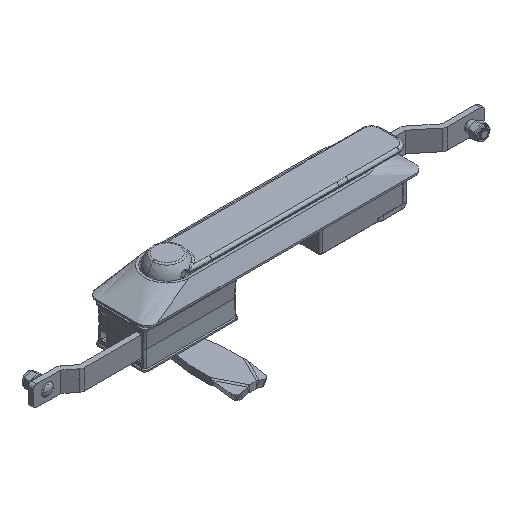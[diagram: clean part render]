
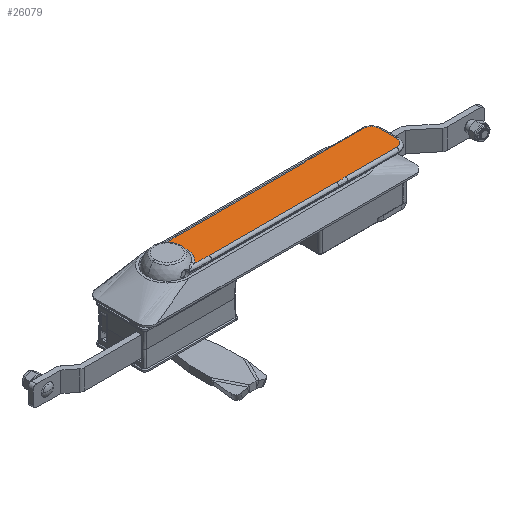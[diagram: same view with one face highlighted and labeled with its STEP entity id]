
A CAD part, isometric view. The second image highlights one B-rep face of the part: STEP entity #26079.
In plain terms, the highlighted planar face has unit normal (0, 0, 1).
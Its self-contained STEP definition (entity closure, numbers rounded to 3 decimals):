
#309 = DIRECTION ( 'NONE',  ( -1., 0., 0. ) ) ;
#566 = CARTESIAN_POINT ( 'NONE',  ( 76.923, -4.959, 12.024 ) ) ;
#700 = ORIENTED_EDGE ( 'NONE', *, *, #27142, .T. ) ;
#896 = VERTEX_POINT ( 'NONE', #12491 ) ;
#1314 = CARTESIAN_POINT ( 'NONE',  ( 37.512, -9.574, 12.024 ) ) ;
#1458 = CARTESIAN_POINT ( 'NONE',  ( 38.179, -9.722, 12.024 ) ) ;
#1788 = ORIENTED_EDGE ( 'NONE', *, *, #6949, .T. ) ;
#1867 = CARTESIAN_POINT ( 'NONE',  ( 42.458, -9.574, 12.024 ) ) ;
#1981 = CARTESIAN_POINT ( 'NONE',  ( -36.624, -9.513, 12.024 ) ) ;
#2260 = EDGE_CURVE ( 'NONE', #14436, #12652, #14791, .T. ) ;
#2474 = ORIENTED_EDGE ( 'NONE', *, *, #6297, .T. ) ;
#2806 = ORIENTED_EDGE ( 'NONE', *, *, #15431, .T. ) ;
#2934 = CIRCLE ( 'NONE', #15806, 11.36 ) ;
#3187 = CARTESIAN_POINT ( 'NONE',  ( 37.512, 9.574, 12.024 ) ) ;
#3570 = VERTEX_POINT ( 'NONE', #11422 ) ;
#3615 = ORIENTED_EDGE ( 'NONE', *, *, #17326, .T. ) ;
#3811 = CARTESIAN_POINT ( 'NONE',  ( 42.676, -9.513, 12.024 ) ) ;
#4139 = EDGE_CURVE ( 'NONE', #896, #12652, #15528, .T. ) ;
#4241 = DIRECTION ( 'NONE',  ( -1., 0., 0. ) ) ;
#4398 = CARTESIAN_POINT ( 'NONE',  ( 34.216, 0., 12.024 ) ) ;
#4521 = DIRECTION ( 'NONE',  ( 1., 0., 0. ) ) ;
#4576 = DIRECTION ( 'NONE',  ( 0., 1., 0. ) ) ;
#4655 = CARTESIAN_POINT ( 'NONE',  ( 34.216, -9.513, 12.024 ) ) ;
#4665 = DIRECTION ( 'NONE',  ( -1., 0., 0. ) ) ;
#4797 = CARTESIAN_POINT ( 'NONE',  ( -36.624, 9.513, 12.024 ) ) ;
#5699 = CARTESIAN_POINT ( 'NONE',  ( 39.528, 9.886, 12.024 ) ) ;
#5866 = CARTESIAN_POINT ( 'NONE',  ( 42.676, -9.513, 12.024 ) ) ;
#5888 = CARTESIAN_POINT ( 'NONE',  ( 41.791, -9.722, 12.024 ) ) ;
#6141 = VERTEX_POINT ( 'NONE', #566 ) ;
#6227 = VECTOR ( 'NONE', #4241, 1000. ) ;
#6297 = EDGE_CURVE ( 'NONE', #896, #16173, #7639, .T. ) ;
#6615 = CARTESIAN_POINT ( 'NONE',  ( -36.624, -149.336, 12.024 ) ) ;
#6784 = CARTESIAN_POINT ( 'NONE',  ( 72.369, -9.513, 12.024 ) ) ;
#6890 = EDGE_CURVE ( 'NONE', #20093, #24606, #23840, .T. ) ;
#6949 = EDGE_CURVE ( 'NONE', #13881, #14436, #13899, .T. ) ;
#7109 = VERTEX_POINT ( 'NONE', #23092 ) ;
#7225 = AXIS2_PLACEMENT_3D ( 'NONE', #7402, #16835, #22824 ) ;
#7402 = CARTESIAN_POINT ( 'NONE',  ( 72.369, 4.959, 12.024 ) ) ;
#7639 = LINE ( 'NONE', #16107, #8105 ) ;
#7772 = CARTESIAN_POINT ( 'NONE',  ( 38.179, 9.722, 12.024 ) ) ;
#7834 = CARTESIAN_POINT ( 'NONE',  ( 42.235, -9.629, 12.024 ) ) ;
#7911 = CARTESIAN_POINT ( 'NONE',  ( 37.735, 9.629, 12.024 ) ) ;
#7972 = CARTESIAN_POINT ( 'NONE',  ( 38.402, -9.761, 12.024 ) ) ;
#8043 = CARTESIAN_POINT ( 'NONE',  ( 39.075, 9.855, 12.024 ) ) ;
#8105 = VECTOR ( 'NONE', #24603, 1000. ) ;
#8106 = CARTESIAN_POINT ( 'NONE',  ( 39.075, -9.855, 12.024 ) ) ;
#8569 = DIRECTION ( 'NONE',  ( 0., 0., 1. ) ) ;
#9023 = CARTESIAN_POINT ( 'NONE',  ( 76.923, 0., 12.024 ) ) ;
#9815 = DIRECTION ( 'NONE',  ( 0., 0., 1. ) ) ;
#10000 = CARTESIAN_POINT ( 'NONE',  ( 41.567, 9.761, 12.024 ) ) ;
#10709 = EDGE_CURVE ( 'NONE', #24606, #6141, #13974, .T. ) ;
#11155 = ORIENTED_EDGE ( 'NONE', *, *, #13776, .T. ) ;
#11422 = CARTESIAN_POINT ( 'NONE',  ( -44.968, -9.294, 12.024 ) ) ;
#11576 = DIRECTION ( 'NONE',  ( 0., 0., -1. ) ) ;
#11905 = EDGE_LOOP ( 'NONE', ( #18596, #2474, #3615, #16401, #20823, #700, #11155, #13410, #20341, #2806, #1788, #20674 ) ) ;
#12083 = CARTESIAN_POINT ( 'NONE',  ( 40.442, 9.886, 12.024 ) ) ;
#12105 = CARTESIAN_POINT ( 'NONE',  ( 72.369, 9.513, 12.024 ) ) ;
#12491 = CARTESIAN_POINT ( 'NONE',  ( 37.294, 9.513, 12.024 ) ) ;
#12652 = VERTEX_POINT ( 'NONE', #17010 ) ;
#12734 = LINE ( 'NONE', #4655, #27043 ) ;
#12817 = DIRECTION ( 'NONE',  ( 0., 0., 1. ) ) ;
#13187 = B_SPLINE_CURVE_WITH_KNOTS ( 'NONE', 3,
 ( #27028, #1314, #26884, #1458, #7972, #8106, #16710, #22834, #24941, #25218, #5888, #7834, #1867, #3811 ),
 .UNSPECIFIED., .F., .F.,
 ( 4, 2, 2, 2, 2, 2, 4 ),
 ( 0., 0.001, 0.001, 0.003, 0.004, 0.005, 0.005 ),
 .UNSPECIFIED. ) ;
#13243 = AXIS2_PLACEMENT_3D ( 'NONE', #25342, #12817, #309 ) ;
#13410 = ORIENTED_EDGE ( 'NONE', *, *, #6890, .T. ) ;
#13776 = EDGE_CURVE ( 'NONE', #14598, #20093, #13187, .T. ) ;
#13881 = VERTEX_POINT ( 'NONE', #14899 ) ;
#13899 = CIRCLE ( 'NONE', #7225, 4.554 ) ;
#13974 = CIRCLE ( 'NONE', #24646, 4.554 ) ;
#14139 = AXIS2_PLACEMENT_3D ( 'NONE', #4398, #21347, #4665 ) ;
#14436 = VERTEX_POINT ( 'NONE', #12105 ) ;
#14598 = VERTEX_POINT ( 'NONE', #16632 ) ;
#14791 = LINE ( 'NONE', #23268, #6227 ) ;
#14899 = CARTESIAN_POINT ( 'NONE',  ( 76.923, 4.959, 12.024 ) ) ;
#14953 = AXIS2_PLACEMENT_3D ( 'NONE', #6615, #8569, #19245 ) ;
#15431 = EDGE_CURVE ( 'NONE', #6141, #13881, #21680, .T. ) ;
#15528 = B_SPLINE_CURVE_WITH_KNOTS ( 'NONE', 3,
 ( #20408, #3187, #7911, #7772, #24454, #8043, #5699, #12083, #16507, #10000, #20544, #27094, #26961, #18457 ),
 .UNSPECIFIED., .F., .F.,
 ( 4, 2, 2, 2, 2, 2, 4 ),
 ( 0., 0.001, 0.001, 0.003, 0.004, 0.005, 0.005 ),
 .UNSPECIFIED. ) ;
#15806 = AXIS2_PLACEMENT_3D ( 'NONE', #25899, #11576, #18231 ) ;
#16054 = DIRECTION ( 'NONE',  ( -1., 0., 0. ) ) ;
#16107 = CARTESIAN_POINT ( 'NONE',  ( 34.216, 9.513, 12.024 ) ) ;
#16173 = VERTEX_POINT ( 'NONE', #4797 ) ;
#16401 = ORIENTED_EDGE ( 'NONE', *, *, #22459, .T. ) ;
#16507 = CARTESIAN_POINT ( 'NONE',  ( 40.895, 9.855, 12.024 ) ) ;
#16632 = CARTESIAN_POINT ( 'NONE',  ( 37.294, -9.513, 12.024 ) ) ;
#16710 = CARTESIAN_POINT ( 'NONE',  ( 39.528, -9.886, 12.024 ) ) ;
#16835 = DIRECTION ( 'NONE',  ( 0., 0., 1. ) ) ;
#16903 = FACE_OUTER_BOUND ( 'NONE', #11905, .T. ) ;
#17010 = CARTESIAN_POINT ( 'NONE',  ( 42.676, 9.513, 12.024 ) ) ;
#17326 = EDGE_CURVE ( 'NONE', #16173, #7109, #18511, .T. ) ;
#18094 = CARTESIAN_POINT ( 'NONE',  ( 34.216, -9.513, 12.024 ) ) ;
#18231 = DIRECTION ( 'NONE',  ( -1., 0., 0. ) ) ;
#18457 = CARTESIAN_POINT ( 'NONE',  ( 42.676, 9.513, 12.024 ) ) ;
#18511 = CIRCLE ( 'NONE', #14953, 158.849 ) ;
#18596 = ORIENTED_EDGE ( 'NONE', *, *, #4139, .F. ) ;
#19245 = DIRECTION ( 'NONE',  ( -1., 0., 0. ) ) ;
#19769 = VECTOR ( 'NONE', #4576, 1000. ) ;
#20093 = VERTEX_POINT ( 'NONE', #5866 ) ;
#20341 = ORIENTED_EDGE ( 'NONE', *, *, #10709, .T. ) ;
#20408 = CARTESIAN_POINT ( 'NONE',  ( 37.294, 9.513, 12.024 ) ) ;
#20544 = CARTESIAN_POINT ( 'NONE',  ( 41.791, 9.722, 12.024 ) ) ;
#20674 = ORIENTED_EDGE ( 'NONE', *, *, #2260, .T. ) ;
#20823 = ORIENTED_EDGE ( 'NONE', *, *, #25268, .T. ) ;
#21347 = DIRECTION ( 'NONE',  ( 0., 0., 1. ) ) ;
#21680 = LINE ( 'NONE', #9023, #19769 ) ;
#22459 = EDGE_CURVE ( 'NONE', #7109, #3570, #2934, .T. ) ;
#22824 = DIRECTION ( 'NONE',  ( -1., 0., 0. ) ) ;
#22834 = CARTESIAN_POINT ( 'NONE',  ( 40.442, -9.886, 12.024 ) ) ;
#23092 = CARTESIAN_POINT ( 'NONE',  ( -44.968, 9.294, 12.024 ) ) ;
#23268 = CARTESIAN_POINT ( 'NONE',  ( 34.216, 9.513, 12.024 ) ) ;
#23435 = PLANE ( 'NONE',  #14139 ) ;
#23840 = LINE ( 'NONE', #18094, #25000 ) ;
#24265 = CARTESIAN_POINT ( 'NONE',  ( 72.369, -4.959, 12.024 ) ) ;
#24454 = CARTESIAN_POINT ( 'NONE',  ( 38.402, 9.761, 12.024 ) ) ;
#24603 = DIRECTION ( 'NONE',  ( -1., 0., 0. ) ) ;
#24606 = VERTEX_POINT ( 'NONE', #6784 ) ;
#24646 = AXIS2_PLACEMENT_3D ( 'NONE', #24265, #9815, #16054 ) ;
#24941 = CARTESIAN_POINT ( 'NONE',  ( 40.895, -9.855, 12.024 ) ) ;
#25000 = VECTOR ( 'NONE', #26591, 1000. ) ;
#25218 = CARTESIAN_POINT ( 'NONE',  ( 41.567, -9.761, 12.024 ) ) ;
#25268 = EDGE_CURVE ( 'NONE', #3570, #26465, #25676, .T. ) ;
#25342 = CARTESIAN_POINT ( 'NONE',  ( -36.624, 149.336, 12.024 ) ) ;
#25676 = CIRCLE ( 'NONE', #13243, 158.849 ) ;
#25899 = CARTESIAN_POINT ( 'NONE',  ( -51.5, 0., 12.024 ) ) ;
#26079 = ADVANCED_FACE ( 'NONE', ( #16903 ), #23435, .T. ) ;
#26465 = VERTEX_POINT ( 'NONE', #1981 ) ;
#26591 = DIRECTION ( 'NONE',  ( 1., 0., 0. ) ) ;
#26884 = CARTESIAN_POINT ( 'NONE',  ( 37.735, -9.629, 12.024 ) ) ;
#26961 = CARTESIAN_POINT ( 'NONE',  ( 42.458, 9.574, 12.024 ) ) ;
#27028 = CARTESIAN_POINT ( 'NONE',  ( 37.294, -9.513, 12.024 ) ) ;
#27043 = VECTOR ( 'NONE', #4521, 1000. ) ;
#27094 = CARTESIAN_POINT ( 'NONE',  ( 42.235, 9.629, 12.024 ) ) ;
#27142 = EDGE_CURVE ( 'NONE', #26465, #14598, #12734, .T. ) ;
